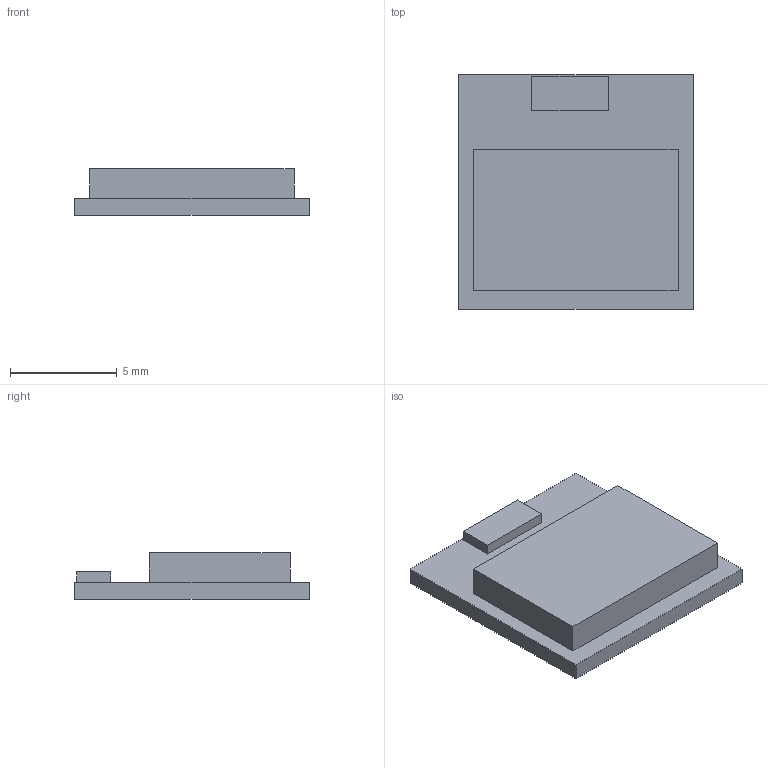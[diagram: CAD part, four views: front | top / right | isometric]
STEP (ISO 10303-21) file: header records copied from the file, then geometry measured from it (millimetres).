
FILE_DESCRIPTION(('FreeCAD Model'),'2;1');
FILE_NAME('Open CASCADE Shape Model','2024-11-19T21:52:42',('Author'),( ''),'Open CASCADE STEP processor 7.6','FreeCAD','Unknown');
FILE_SCHEMA(('AUTOMOTIVE_DESIGN { 1 0 10303 214 1 1 1 1 }'));
Length unit declared in the file: millimetre
Products named in the file (7): Unnamed; Extrude001; Extrude; Extrude002; Sketch; Sketch001; Sketch002
Assembly tree (6 placements, depth 2):
  Unnamed
    Extrude001
    Extrude
    Extrude002
    Sketch
    Sketch001
    Sketch002
Bounding box: 11 x 11 x 2.2 mm (x, y, z)
Volume: 188.2 mm3; surface area: 465.7 mm2
Topology: 3 solids, 3 shells, 18 faces, 48 edges, 48 vertices
Faces by surface type: plane 18
Entity records: 760 total; most frequent: CARTESIAN_POINT 121, DIRECTION 98, ORIENTED_EDGE 72, LINE 48, VECTOR 48, EDGE_CURVE 36, AXIS2_PLACEMENT_3D 25, VERTEX_POINT 24
